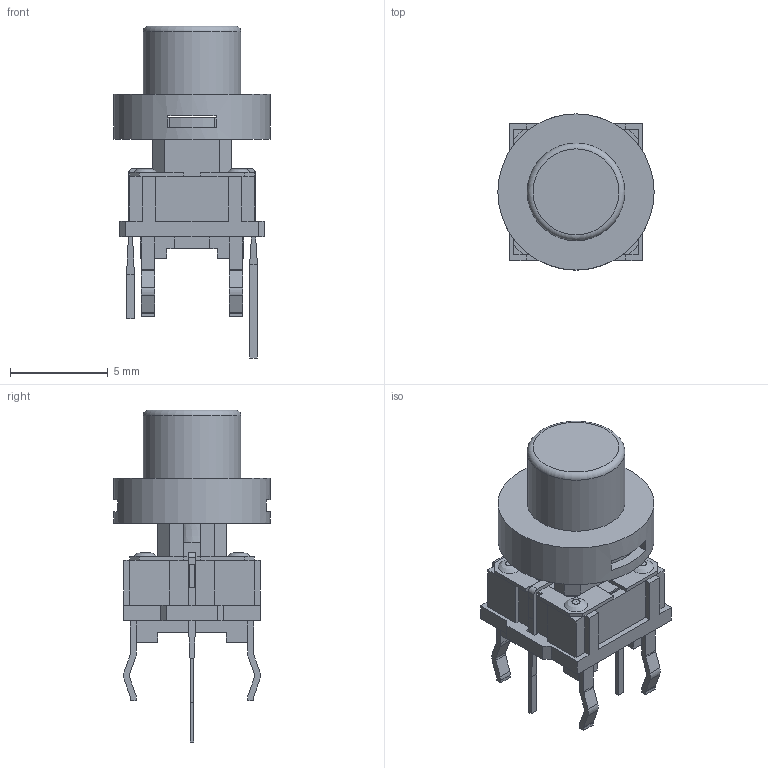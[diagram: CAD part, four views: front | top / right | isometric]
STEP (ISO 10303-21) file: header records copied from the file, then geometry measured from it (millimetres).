
FILE_DESCRIPTION(/* description */ (''),/* implementation_level */ '2;1');
FILE_NAME(/* name */ 'TL1265GAQSxxx.stp',/* time_stamp */ '2025-06-04T10:45:13-05:00',/* author */ ('mroman'),/* organization */ (''),/* preprocessor_version */ 'ST-DEVELOPER v18.1',/* originating_system */ 'Autodesk Inventor 2022',/* authorisation */ '');
FILE_SCHEMA (('AUTOMOTIVE_DESIGN { 1 0 10303 214 3 1 1 }'));
Length unit declared in the file: centimetre
Products named in the file (1): TL1265GAQSxxx
Bounding box: 8 x 8 x 17 mm (x, y, z)
Volume: 291.3 mm3; surface area: 784.3 mm2
Topology: 5 solids, 5 shells, 360 faces, 988 edges, 636 vertices
Faces by surface type: plane 294, cylinder 48, cone 11, bspline 5, torus 1, sphere 1
Full cylindrical faces by diameter (mm): 0.8 x4, 0.9 x4, 3 x1, 5 x2, 8 x1
Entity records: 11612 total; most frequent: CARTESIAN_POINT 2162, ORIENTED_EDGE 2006, DIRECTION 1883, EDGE_CURVE 1003, LINE 827, VECTOR 827, VERTEX_POINT 660, AXIS2_PLACEMENT_3D 528
